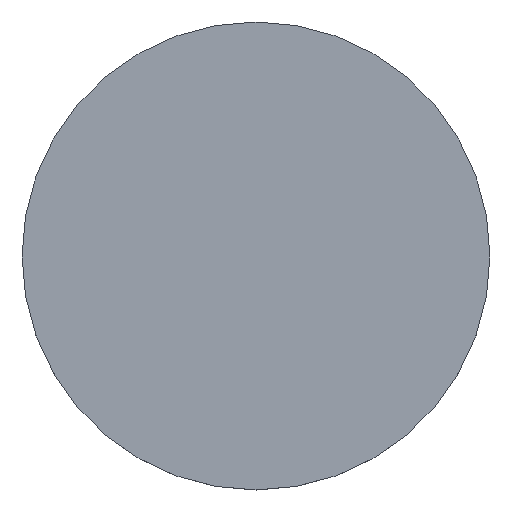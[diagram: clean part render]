
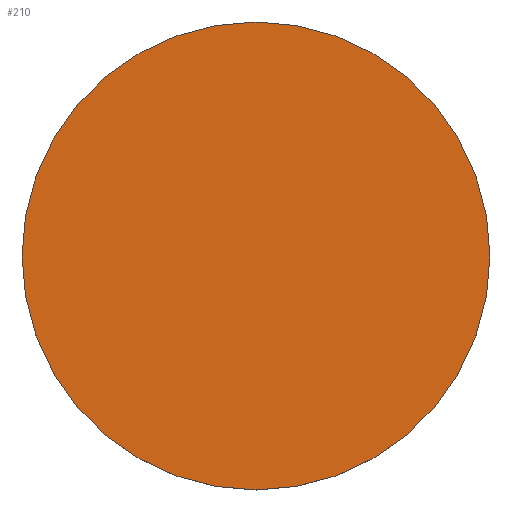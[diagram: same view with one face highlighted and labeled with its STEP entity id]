
A CAD part, top view. The second image highlights one B-rep face of the part: STEP entity #210.
In plain terms, the highlighted planar face has unit normal (0, 0, 1).
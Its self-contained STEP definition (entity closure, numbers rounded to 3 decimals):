
#26=PLANE('',#229);
#39=FACE_OUTER_BOUND('',#53,.T.);
#53=EDGE_LOOP('',(#167,#168));
#108=CIRCLE('',#224,0.837);
#110=CIRCLE('',#228,0.837);
#113=VERTEX_POINT('',#302);
#114=VERTEX_POINT('',#304);
#129=EDGE_CURVE('',#113,#114,#108,.T.);
#136=EDGE_CURVE('',#114,#113,#110,.T.);
#167=ORIENTED_EDGE('',*,*,#136,.F.);
#168=ORIENTED_EDGE('',*,*,#129,.F.);
#210=ADVANCED_FACE('',(#39),#26,.F.);
#224=AXIS2_PLACEMENT_3D('',#305,#246,#247);
#228=AXIS2_PLACEMENT_3D('',#318,#259,#260);
#229=AXIS2_PLACEMENT_3D('',#319,#261,#262);
#246=DIRECTION('center_axis',(0.,0.,
-1.));
#247=DIRECTION('ref_axis',(-1.,0.,0.));
#259=DIRECTION('center_axis',(0.,0.,
-1.));
#260=DIRECTION('ref_axis',(-1.,0.,0.));
#261=DIRECTION('center_axis',(0.,0.,
-1.));
#262=DIRECTION('ref_axis',(-1.,0.,0.));
#302=CARTESIAN_POINT('',(-2.107,-15.06,1.78));
#304=CARTESIAN_POINT('',(-0.433,-15.06,1.78));
#305=CARTESIAN_POINT('Origin',(-1.27,-15.06,1.78));
#318=CARTESIAN_POINT('Origin',(-1.27,-15.06,1.78));
#319=CARTESIAN_POINT('Origin',(-1.27,-15.06,1.78));
